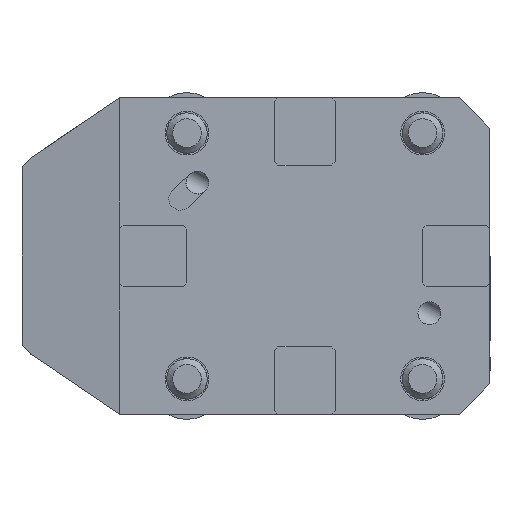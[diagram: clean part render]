
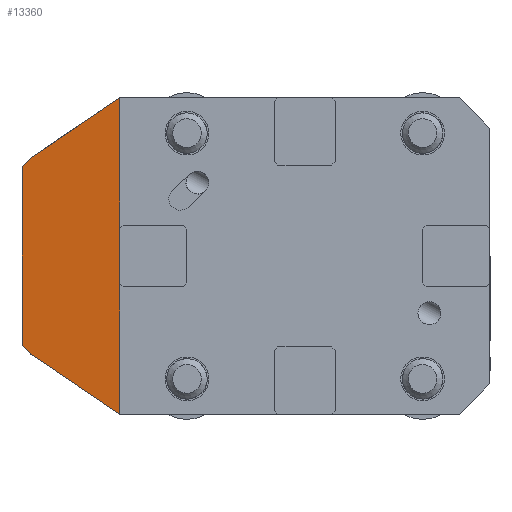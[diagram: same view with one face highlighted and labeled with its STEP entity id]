
A CAD part, front view. The second image highlights one B-rep face of the part: STEP entity #13360.
In plain terms, the highlighted planar face has unit normal (-0.139, -0.99, 0).
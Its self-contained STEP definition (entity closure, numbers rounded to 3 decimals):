
#365 = CARTESIAN_POINT ( 'NONE',  ( -84., 4.076, 47. ) ) ;
#798 = VECTOR ( 'NONE', #21198, 1000. ) ;
#1320 = DIRECTION ( 'NONE',  ( 0.822, -0.115, 0.558 ) ) ;
#1896 = CARTESIAN_POINT ( 'NONE',  ( -84., 4.076, -26.5 ) ) ;
#2050 = DIRECTION ( 'NONE',  ( -0.822, 0.115, 0.558 ) ) ;
#2769 = PLANE ( 'NONE',  #20578 ) ;
#3244 = CARTESIAN_POINT ( 'NONE',  ( -81.5, 3.724, 29. ) ) ;
#3494 = VECTOR ( 'NONE', #19483, 1000. ) ;
#3523 = VECTOR ( 'NONE', #1320, 1000. ) ;
#4013 = EDGE_CURVE ( 'NONE', #13383, #10706, #23996, .T. ) ;
#4207 = CARTESIAN_POINT ( 'NONE',  ( -74.966, 2.806, 33.438 ) ) ;
#4594 = CARTESIAN_POINT ( 'NONE',  ( -55., 0., 47. ) ) ;
#5016 = CARTESIAN_POINT ( 'NONE',  ( -55., 0., 47. ) ) ;
#5238 = DIRECTION ( 'NONE',  ( 0., 0., -1. ) ) ;
#5730 = CARTESIAN_POINT ( 'NONE',  ( -55., 0., -47. ) ) ;
#6200 = VERTEX_POINT ( 'NONE', #12665 ) ;
#6358 = CARTESIAN_POINT ( 'NONE',  ( -55., 0., 47. ) ) ;
#7142 = EDGE_CURVE ( 'NONE', #8913, #17935, #19638, .T. ) ;
#7549 = EDGE_CURVE ( 'NONE', #19860, #15455, #24123, .T. ) ;
#7914 = CARTESIAN_POINT ( 'NONE',  ( -73.85, 2.649, 36.65 ) ) ;
#7987 = VECTOR ( 'NONE', #5238, 1000. ) ;
#8102 = ORIENTED_EDGE ( 'NONE', *, *, #15274, .F. ) ;
#8421 = EDGE_LOOP ( 'NONE', ( #15506, #27137, #12681, #21196, #11600, #8102, #23980, #11003 ) ) ;
#8577 = CARTESIAN_POINT ( 'NONE',  ( -81.5, 3.724, -29. ) ) ;
#8913 = VERTEX_POINT ( 'NONE', #4594 ) ;
#8977 = CARTESIAN_POINT ( 'NONE',  ( -84., 4.076, 47. ) ) ;
#9421 = EDGE_CURVE ( 'NONE', #15434, #8913, #28929, .T. ) ;
#10706 = VERTEX_POINT ( 'NONE', #1896 ) ;
#11003 = ORIENTED_EDGE ( 'NONE', *, *, #9421, .F. ) ;
#11600 = ORIENTED_EDGE ( 'NONE', *, *, #23305, .F. ) ;
#11979 = LINE ( 'NONE', #12886, #20573 ) ;
#12538 = CARTESIAN_POINT ( 'NONE',  ( -118.075, 8.865, -4.157 ) ) ;
#12665 = CARTESIAN_POINT ( 'NONE',  ( -55., 0., -8. ) ) ;
#12681 = ORIENTED_EDGE ( 'NONE', *, *, #19697, .F. ) ;
#12789 = DIRECTION ( 'NONE',  ( -0.704, 0.099, 0.704 ) ) ;
#12886 = CARTESIAN_POINT ( 'NONE',  ( -120.391, 9.19, 9.891 ) ) ;
#13360 = ADVANCED_FACE ( 'NONE', ( #25377 ), #2769, .T. ) ;
#13383 = VERTEX_POINT ( 'NONE', #23863 ) ;
#14704 = VECTOR ( 'NONE', #2050, 1000. ) ;
#15256 = VECTOR ( 'NONE', #31635, 1000. ) ;
#15274 = EDGE_CURVE ( 'NONE', #17935, #6200, #33231, .T. ) ;
#15434 = VERTEX_POINT ( 'NONE', #3244 ) ;
#15455 = VERTEX_POINT ( 'NONE', #8577 ) ;
#15506 = ORIENTED_EDGE ( 'NONE', *, *, #31956, .F. ) ;
#17935 = VERTEX_POINT ( 'NONE', #19625 ) ;
#18088 = LINE ( 'NONE', #7914, #15256 ) ;
#19483 = DIRECTION ( 'NONE',  ( 0., 0., -1. ) ) ;
#19625 = CARTESIAN_POINT ( 'NONE',  ( -55., 0., 8. ) ) ;
#19638 = LINE ( 'NONE', #6358, #29898 ) ;
#19697 = EDGE_CURVE ( 'NONE', #15455, #10706, #11979, .T. ) ;
#19860 = VERTEX_POINT ( 'NONE', #5730 ) ;
#20573 = VECTOR ( 'NONE', #12789, 1000. ) ;
#20578 = AXIS2_PLACEMENT_3D ( 'NONE', #365, #21458, #29233 ) ;
#21196 = ORIENTED_EDGE ( 'NONE', *, *, #7549, .F. ) ;
#21198 = DIRECTION ( 'NONE',  ( 0., 0., -1. ) ) ;
#21458 = DIRECTION ( 'NONE',  ( -0.139, -0.99, 0. ) ) ;
#23305 = EDGE_CURVE ( 'NONE', #6200, #19860, #24388, .T. ) ;
#23863 = CARTESIAN_POINT ( 'NONE',  ( -84., 4.076, 26.5 ) ) ;
#23980 = ORIENTED_EDGE ( 'NONE', *, *, #7142, .F. ) ;
#23996 = LINE ( 'NONE', #8977, #3494 ) ;
#24065 = CARTESIAN_POINT ( 'NONE',  ( -55., 0., 9. ) ) ;
#24123 = LINE ( 'NONE', #12538, #14704 ) ;
#24388 = LINE ( 'NONE', #5016, #7987 ) ;
#24705 = DIRECTION ( 'NONE',  ( 0., 0., -1. ) ) ;
#25377 = FACE_OUTER_BOUND ( 'NONE', #8421, .T. ) ;
#27137 = ORIENTED_EDGE ( 'NONE', *, *, #4013, .T. ) ;
#28929 = LINE ( 'NONE', #4207, #3523 ) ;
#29233 = DIRECTION ( 'NONE',  ( 0.99, -0.139, 0. ) ) ;
#29898 = VECTOR ( 'NONE', #24705, 1000. ) ;
#31635 = DIRECTION ( 'NONE',  ( 0.704, -0.099, 0.704 ) ) ;
#31956 = EDGE_CURVE ( 'NONE', #13383, #15434, #18088, .T. ) ;
#33231 = LINE ( 'NONE', #24065, #798 ) ;
